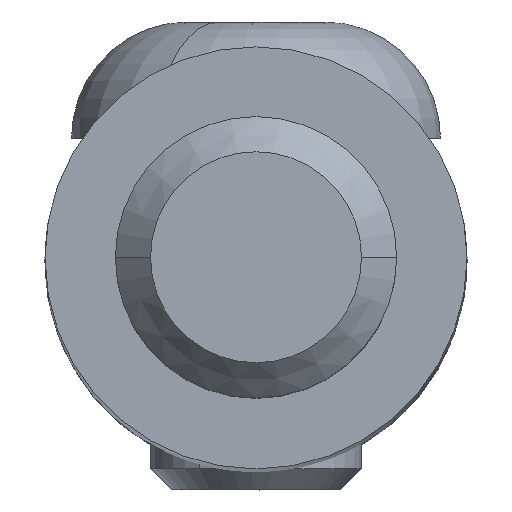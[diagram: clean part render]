
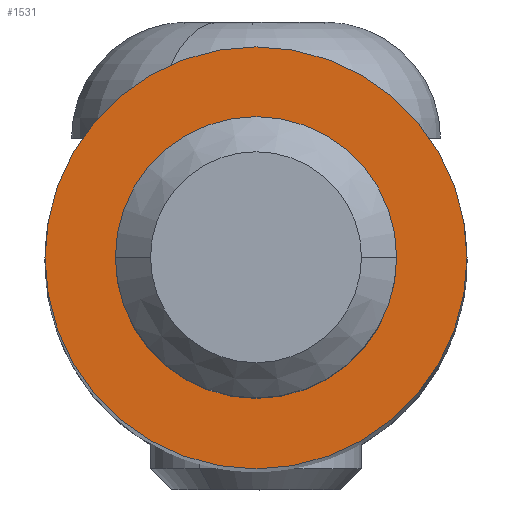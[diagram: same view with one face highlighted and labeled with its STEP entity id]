
A CAD part, top view. The second image highlights one B-rep face of the part: STEP entity #1531.
In plain terms, the highlighted planar face has unit normal (0, 0, 1).
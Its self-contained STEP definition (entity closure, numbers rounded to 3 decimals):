
#16 = CARTESIAN_POINT ( 'NONE',  ( 3.2, 0., 63. ) ) ;
#22 = DIRECTION ( 'NONE',  ( 0., 0., 1. ) ) ;
#35 = CARTESIAN_POINT ( 'NONE',  ( 0., 0., 63. ) ) ;
#74 = CARTESIAN_POINT ( 'NONE',  ( -6., 0., 63. ) ) ;
#96 = CIRCLE ( 'NONE', #1491, 3.2 ) ;
#141 = EDGE_CURVE ( 'NONE', #1941, #1106, #1434, .T. ) ;
#177 = EDGE_LOOP ( 'NONE', ( #1952, #180 ) ) ;
#180 = ORIENTED_EDGE ( 'NONE', *, *, #954, .F. ) ;
#215 = EDGE_CURVE ( 'NONE', #699, #1016, #257, .T. ) ;
#233 = AXIS2_PLACEMENT_3D ( 'NONE', #475, #249, #1652 ) ;
#247 = EDGE_CURVE ( 'NONE', #1016, #699, #719, .T. ) ;
#249 = DIRECTION ( 'NONE',  ( 0., 0., 1. ) ) ;
#257 = CIRCLE ( 'NONE', #1079, 6. ) ;
#434 = CARTESIAN_POINT ( 'NONE',  ( 6., 0., 63. ) ) ;
#475 = CARTESIAN_POINT ( 'NONE',  ( 0., 0., 63. ) ) ;
#530 = DIRECTION ( 'NONE',  ( 0., 0., 1. ) ) ;
#639 = DIRECTION ( 'NONE',  ( 1., 0., 0. ) ) ;
#665 = AXIS2_PLACEMENT_3D ( 'NONE', #35, #1764, #639 ) ;
#699 = VERTEX_POINT ( 'NONE', #434 ) ;
#719 = CIRCLE ( 'NONE', #233, 6. ) ;
#770 = EDGE_LOOP ( 'NONE', ( #1906, #1988 ) ) ;
#954 = EDGE_CURVE ( 'NONE', #1106, #1941, #96, .T. ) ;
#981 = DIRECTION ( 'NONE',  ( 0., 0., 1. ) ) ;
#1016 = VERTEX_POINT ( 'NONE', #74 ) ;
#1079 = AXIS2_PLACEMENT_3D ( 'NONE', #1184, #22, #2168 ) ;
#1106 = VERTEX_POINT ( 'NONE', #1639 ) ;
#1121 = DIRECTION ( 'NONE',  ( 1., 0., 0. ) ) ;
#1158 = CARTESIAN_POINT ( 'NONE',  ( 0., 0., 63. ) ) ;
#1184 = CARTESIAN_POINT ( 'NONE',  ( 0., 0., 63. ) ) ;
#1434 = CIRCLE ( 'NONE', #2270, 3.2 ) ;
#1491 = AXIS2_PLACEMENT_3D ( 'NONE', #1976, #981, #1748 ) ;
#1531 = ADVANCED_FACE ( 'NONE', ( #2229, #2073 ), #2186, .T. ) ;
#1639 = CARTESIAN_POINT ( 'NONE',  ( -3.2, 0., 63. ) ) ;
#1652 = DIRECTION ( 'NONE',  ( 1., 0., 0. ) ) ;
#1748 = DIRECTION ( 'NONE',  ( 1., 0., 0. ) ) ;
#1764 = DIRECTION ( 'NONE',  ( 0., 0., 1. ) ) ;
#1906 = ORIENTED_EDGE ( 'NONE', *, *, #247, .T. ) ;
#1941 = VERTEX_POINT ( 'NONE', #16 ) ;
#1952 = ORIENTED_EDGE ( 'NONE', *, *, #141, .F. ) ;
#1976 = CARTESIAN_POINT ( 'NONE',  ( 0., 0., 63. ) ) ;
#1988 = ORIENTED_EDGE ( 'NONE', *, *, #215, .T. ) ;
#2073 = FACE_BOUND ( 'NONE', #177, .T. ) ;
#2168 = DIRECTION ( 'NONE',  ( 1., 0., 0. ) ) ;
#2186 = PLANE ( 'NONE',  #665 ) ;
#2229 = FACE_OUTER_BOUND ( 'NONE', #770, .T. ) ;
#2270 = AXIS2_PLACEMENT_3D ( 'NONE', #1158, #530, #1121 ) ;
